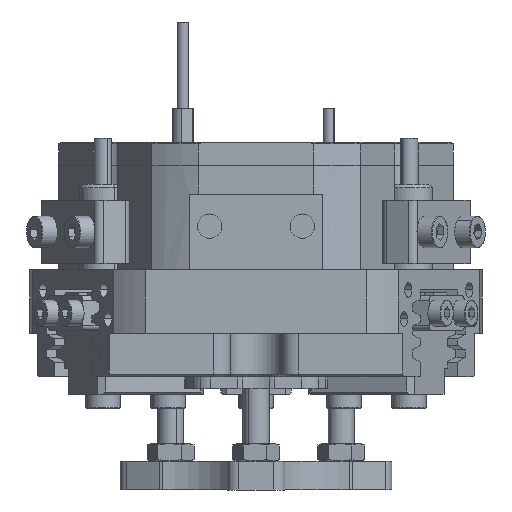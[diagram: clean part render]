
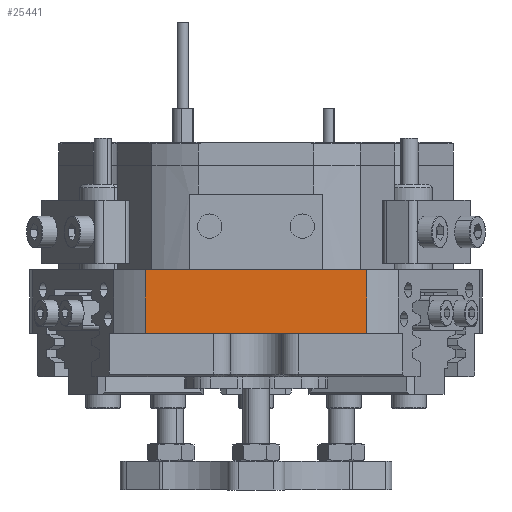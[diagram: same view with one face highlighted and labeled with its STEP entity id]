
A CAD part, front view. The second image highlights one B-rep face of the part: STEP entity #25441.
In plain terms, the highlighted planar face has unit normal (0, -1, 0).
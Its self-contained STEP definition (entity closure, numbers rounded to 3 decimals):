
#3173 = LINE ( 'NONE', #34526, #4303 ) ;
#4303 = VECTOR ( 'NONE', #42300, 1000. ) ;
#5881 = VECTOR ( 'NONE', #17495, 1000. ) ;
#6808 = VERTEX_POINT ( 'NONE', #33192 ) ;
#7152 = FACE_OUTER_BOUND ( 'NONE', #45614, .T. ) ;
#8769 = CARTESIAN_POINT ( 'NONE',  ( -23.049, -34., -26.5 ) ) ;
#11397 = LINE ( 'NONE', #22246, #14273 ) ;
#11930 = VECTOR ( 'NONE', #16782, 1000. ) ;
#14273 = VECTOR ( 'NONE', #32987, 1000. ) ;
#14451 = ORIENTED_EDGE ( 'NONE', *, *, #15376, .F. ) ;
#15335 = ORIENTED_EDGE ( 'NONE', *, *, #35951, .T. ) ;
#15376 = EDGE_CURVE ( 'NONE', #33991, #31617, #11397, .T. ) ;
#16622 = ORIENTED_EDGE ( 'NONE', *, *, #46217, .T. ) ;
#16782 = DIRECTION ( 'NONE',  ( 0., 0., -1. ) ) ;
#17495 = DIRECTION ( 'NONE',  ( 0., 0., 1. ) ) ;
#19181 = AXIS2_PLACEMENT_3D ( 'NONE', #8769, #37267, #36657 ) ;
#21282 = EDGE_CURVE ( 'NONE', #33991, #6808, #33774, .T. ) ;
#22246 = CARTESIAN_POINT ( 'NONE',  ( -23.049, -34., -7.5 ) ) ;
#25441 = ADVANCED_FACE ( 'NONE', ( #7152 ), #33087, .F. ) ;
#28485 = CARTESIAN_POINT ( 'NONE',  ( 19.105, -34., -7.5 ) ) ;
#31617 = VERTEX_POINT ( 'NONE', #40850 ) ;
#32865 = VERTEX_POINT ( 'NONE', #41794 ) ;
#32987 = DIRECTION ( 'NONE',  ( -1., 0., 0. ) ) ;
#33087 = PLANE ( 'NONE',  #19181 ) ;
#33192 = CARTESIAN_POINT ( 'NONE',  ( 19.105, -34., 3.5 ) ) ;
#33774 = LINE ( 'NONE', #45813, #5881 ) ;
#33991 = VERTEX_POINT ( 'NONE', #28485 ) ;
#34526 = CARTESIAN_POINT ( 'NONE',  ( -23.049, -34., 3.5 ) ) ;
#35951 = EDGE_CURVE ( 'NONE', #6808, #32865, #3173, .T. ) ;
#36657 = DIRECTION ( 'NONE',  ( 0., 0., 1. ) ) ;
#37267 = DIRECTION ( 'NONE',  ( 0., 1., 0. ) ) ;
#37455 = CARTESIAN_POINT ( 'NONE',  ( -19.105, -34., -15. ) ) ;
#40850 = CARTESIAN_POINT ( 'NONE',  ( -19.105, -34., -7.5 ) ) ;
#41794 = CARTESIAN_POINT ( 'NONE',  ( -19.105, -34., 3.5 ) ) ;
#42300 = DIRECTION ( 'NONE',  ( -1., 0., 0. ) ) ;
#43125 = LINE ( 'NONE', #37455, #11930 ) ;
#43621 = ORIENTED_EDGE ( 'NONE', *, *, #21282, .T. ) ;
#45614 = EDGE_LOOP ( 'NONE', ( #14451, #43621, #15335, #16622 ) ) ;
#45813 = CARTESIAN_POINT ( 'NONE',  ( 19.105, -34., -15. ) ) ;
#46217 = EDGE_CURVE ( 'NONE', #32865, #31617, #43125, .T. ) ;
